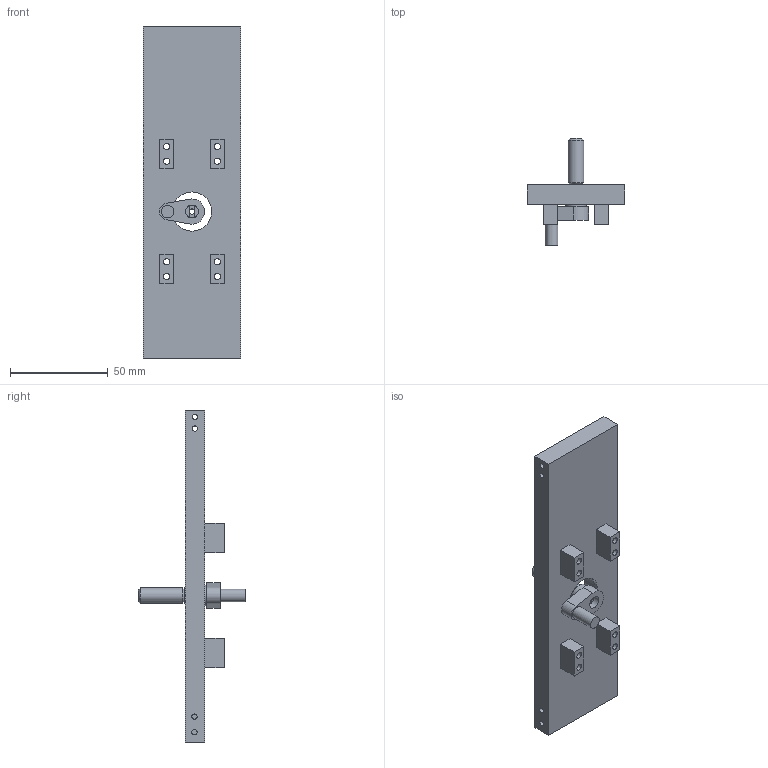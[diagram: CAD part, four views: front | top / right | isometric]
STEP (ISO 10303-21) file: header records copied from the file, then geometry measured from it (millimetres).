
FILE_DESCRIPTION(/* description */ (''),/* implementation_level */ '2;1');
FILE_NAME(/* name */ 'Die Filing Machine.step',/* time_stamp */ '2024-09-18T21:56:52-05:00',/* author */ (''),/* organization */ (''),/* preprocessor_version */ 'ST-DEVELOPER v20',/* originating_system */ 'Autodesk Translation Framework v13.14.0.145',/* authorisation */ '');
FILE_SCHEMA (('AUTOMOTIVE_DESIGN { 1 0 10303 214 3 1 1 }'));
Length unit declared in the file: millimetre
Products named in the file (4): Die Filing Machine; Vertical Support; Crankshaft; Crank Pin
Assembly tree (3 placements, depth 3):
  Die Filing Machine
    Vertical Support
    Crankshaft
      Crank Pin
Bounding box: 50 x 55 x 170 mm (x, y, z)
Volume: 86378.5 mm3; surface area: 28877.4 mm2
Topology: 3 solids, 3 shells, 178 faces, 459 edges, 298 vertices
Faces by surface type: plane 148, cylinder 27, cone 3
Full cylindrical faces by diameter (mm): 2.7 x8, 3.2 x8, 6.5 x2, 6.6 x1, 8 x2, 10.5 x1, 20.1 x1, 22.1 x1
Entity records: 5515 total; most frequent: CARTESIAN_POINT 942, ORIENTED_EDGE 918, DIRECTION 915, EDGE_CURVE 459, LINE 373, VECTOR 373, VERTEX_POINT 298, AXIS2_PLACEMENT_3D 271
